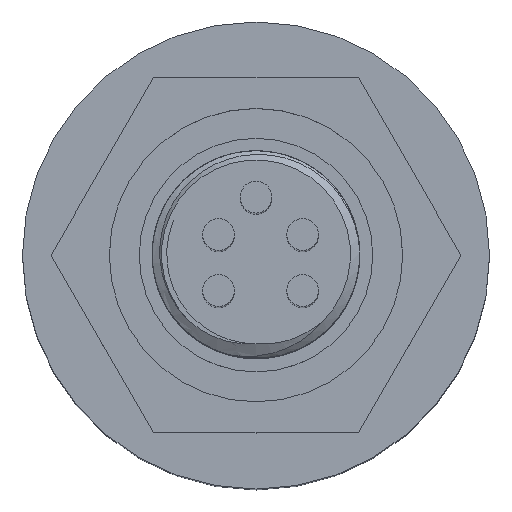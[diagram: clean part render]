
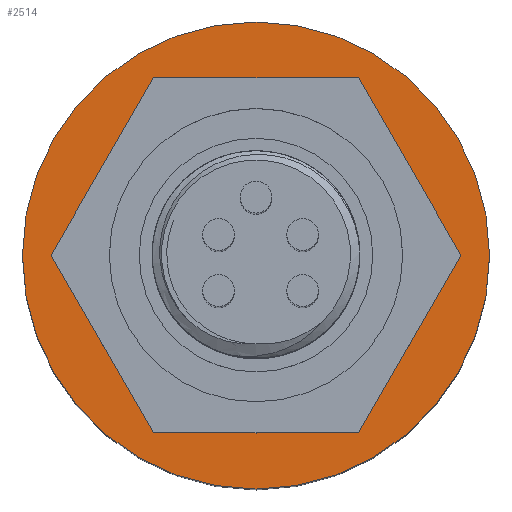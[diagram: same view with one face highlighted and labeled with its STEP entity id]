
A CAD part, top view. The second image highlights one B-rep face of the part: STEP entity #2514.
In plain terms, the highlighted planar face has unit normal (0, 0, 1).
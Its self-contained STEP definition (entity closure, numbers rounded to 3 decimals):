
#66=FACE_BOUND($,#880,.T.);
#67=FACE_BOUND($,#881,.T.);
#492=CIRCLE($,#2626,9.5);
#498=CIRCLE($,#2643,12.5);
#572=PLANE($,#2644);
#880=EDGE_LOOP($,(#2196));
#881=EDGE_LOOP($,(#2197));
#1204=VERTEX_POINT($,#6639);
#1210=VERTEX_POINT($,#6662);
#1534=EDGE_CURVE($,#1204,#1204,#492,.T.);
#1540=EDGE_CURVE($,#1210,#1210,#498,.T.);
#2196=ORIENTED_EDGE($,*,*,#1534,.T.);
#2197=ORIENTED_EDGE($,*,*,#1540,.F.);
#2514=ADVANCED_FACE($,(#66,#67),#572,.F.);
#2626=AXIS2_PLACEMENT_3D($,#6640,#3059,#3060);
#2643=AXIS2_PLACEMENT_3D($,#6663,#3093,#3094);
#2644=AXIS2_PLACEMENT_3D($,#6664,#3095,#3096);
#3059=DIRECTION('center_axis',(0.,0.,-1.));
#3060=DIRECTION('ref_axis',(1.,0.,0.));
#3093=DIRECTION('center_axis',(0.,0.,-1.));
#3094=DIRECTION('ref_axis',(-1.,0.,0.));
#3095=DIRECTION('center_axis',(0.,0.,-1.));
#3096=DIRECTION('ref_axis',(-1.,0.,0.));
#6639=CARTESIAN_POINT('',(-9.5,0.,28.));
#6640=CARTESIAN_POINT('Origin',(0.,0.,28.));
#6662=CARTESIAN_POINT('',(12.5,0.,28.));
#6663=CARTESIAN_POINT('Origin',(0.,0.,28.));
#6664=CARTESIAN_POINT('Origin',(0.,0.,28.));
